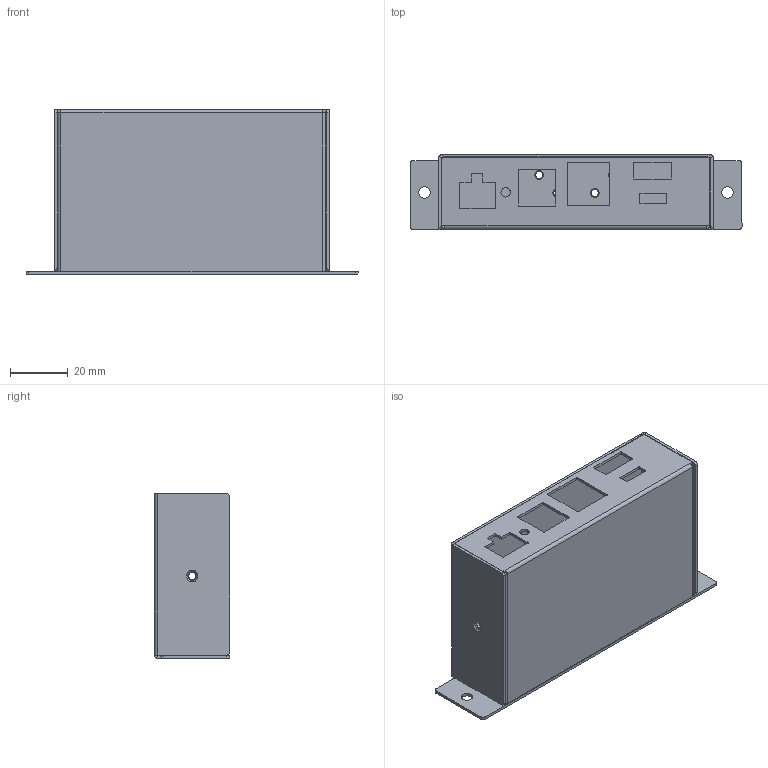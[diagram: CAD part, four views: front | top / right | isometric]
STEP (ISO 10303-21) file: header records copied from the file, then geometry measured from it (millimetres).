
FILE_DESCRIPTION(/* description */ (''),/* implementation_level */ '2;1');
FILE_NAME(/* name */ '4PU31C1B1 Assembly.stp',/* time_stamp */ '2018-12-20T15:24:53-05:00',/* author */ ('Kieran'),/* organization */ (''),/* preprocessor_version */ 'ST-DEVELOPER v16.13',/* originating_system */ 'Autodesk Inventor 2018',/* authorisation */ '');
FILE_SCHEMA (('AUTOMOTIVE_DESIGN { 1 0 10303 214 3 1 1 }'));
Length unit declared in the file: millimetre
Products named in the file (3): 4PU31C1B1 Assembly; USBG-4U2MLBottom; 4u3mltop
Assembly tree (2 placements, depth 2):
  4PU31C1B1 Assembly
    USBG-4U2MLBottom
    4u3mltop
Bounding box: 115 x 26 x 57 mm (x, y, z)
Volume: 20582.9 mm3; surface area: 42378.4 mm2
Topology: 2 solids, 2 shells, 318 faces, 810 edges, 528 vertices
Faces by surface type: plane 162, cylinder 81, bspline 69, cone 6
Full cylindrical faces by diameter (mm): 2.459 x12, 2.5 x6, 3 x8, 3.25 x1, 4 x2, 5.25 x4
Entity records: 11647 total; most frequent: CARTESIAN_POINT 4323, ORIENTED_EDGE 1510, DIRECTION 1321, EDGE_CURVE 755, VERTEX_POINT 510, LINE 453, VECTOR 453, AXIS2_PLACEMENT_3D 434
